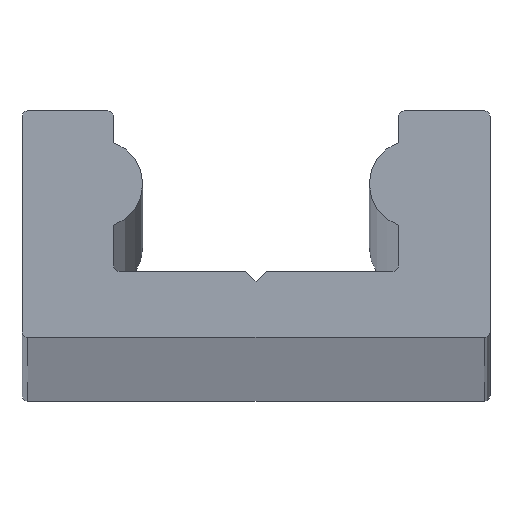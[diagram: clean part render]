
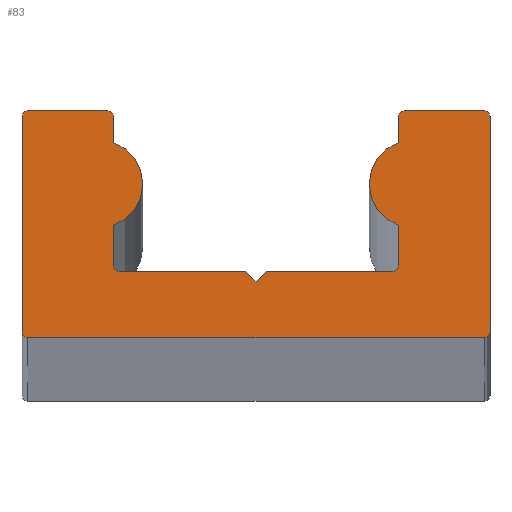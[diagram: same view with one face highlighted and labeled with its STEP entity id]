
A CAD part, top view. The second image highlights one B-rep face of the part: STEP entity #83.
In plain terms, the highlighted planar face has unit normal (0, 0, 1).
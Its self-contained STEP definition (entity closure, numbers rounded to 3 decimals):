
#83=ADVANCED_FACE('',(#119),#120,.T.);
#119=FACE_OUTER_BOUND('',#173,.T.);
#120=PLANE('',#174);
#173=EDGE_LOOP('',(#288,#289,#290,#291,#292,#293,#294,#295,#296,#297,#298,#299,#300,#301,#302,#303,#304,#305,#306,#307,#308,#309,#310,#311,#312));
#174=AXIS2_PLACEMENT_3D('',#313,#314,#315);
#288=ORIENTED_EDGE('',*,*,#450,.T.);
#289=ORIENTED_EDGE('',*,*,#462,.F.);
#290=ORIENTED_EDGE('',*,*,#484,.F.);
#291=ORIENTED_EDGE('',*,*,#485,.F.);
#292=ORIENTED_EDGE('',*,*,#486,.T.);
#293=ORIENTED_EDGE('',*,*,#445,.T.);
#294=ORIENTED_EDGE('',*,*,#487,.F.);
#295=ORIENTED_EDGE('',*,*,#488,.F.);
#296=ORIENTED_EDGE('',*,*,#489,.F.);
#297=ORIENTED_EDGE('',*,*,#490,.F.);
#298=ORIENTED_EDGE('',*,*,#491,.F.);
#299=ORIENTED_EDGE('',*,*,#492,.F.);
#300=ORIENTED_EDGE('',*,*,#493,.F.);
#301=ORIENTED_EDGE('',*,*,#494,.F.);
#302=ORIENTED_EDGE('',*,*,#495,.F.);
#303=ORIENTED_EDGE('',*,*,#496,.F.);
#304=ORIENTED_EDGE('',*,*,#497,.F.);
#305=ORIENTED_EDGE('',*,*,#498,.F.);
#306=ORIENTED_EDGE('',*,*,#499,.F.);
#307=ORIENTED_EDGE('',*,*,#447,.T.);
#308=ORIENTED_EDGE('',*,*,#483,.T.);
#309=ORIENTED_EDGE('',*,*,#500,.F.);
#310=ORIENTED_EDGE('',*,*,#501,.F.);
#311=ORIENTED_EDGE('',*,*,#457,.F.);
#312=ORIENTED_EDGE('',*,*,#454,.T.);
#313=CARTESIAN_POINT('',(0.,6.311,2500.0));
#314=DIRECTION('',(0.0,0.0,1.0));
#315=DIRECTION('',(1.0,0.0,0.0));
#445=EDGE_CURVE('',#518,#522,#524,.T.);
#447=EDGE_CURVE('',#528,#525,#529,.T.);
#450=EDGE_CURVE('',#533,#534,#535,.T.);
#454=EDGE_CURVE('',#541,#533,#542,.T.);
#457=EDGE_CURVE('',#541,#546,#547,.T.);
#462=EDGE_CURVE('',#553,#534,#555,.T.);
#483=EDGE_CURVE('',#525,#591,#593,.T.);
#484=EDGE_CURVE('',#594,#553,#595,.T.);
#485=EDGE_CURVE('',#596,#594,#597,.T.);
#486=EDGE_CURVE('',#596,#518,#598,.T.);
#487=EDGE_CURVE('',#599,#522,#600,.T.);
#488=EDGE_CURVE('',#601,#599,#602,.T.);
#489=EDGE_CURVE('',#603,#601,#604,.T.);
#490=EDGE_CURVE('',#605,#603,#606,.T.);
#491=EDGE_CURVE('',#607,#605,#608,.T.);
#492=EDGE_CURVE('',#609,#607,#610,.T.);
#493=EDGE_CURVE('',#611,#609,#612,.T.);
#494=EDGE_CURVE('',#613,#611,#614,.T.);
#495=EDGE_CURVE('',#615,#613,#616,.T.);
#496=EDGE_CURVE('',#617,#615,#618,.T.);
#497=EDGE_CURVE('',#619,#617,#620,.T.);
#498=EDGE_CURVE('',#621,#619,#622,.T.);
#499=EDGE_CURVE('',#528,#621,#623,.T.);
#500=EDGE_CURVE('',#624,#591,#625,.T.);
#501=EDGE_CURVE('',#546,#624,#626,.T.);
#518=VERTEX_POINT('',#643);
#522=VERTEX_POINT('',#648);
#524=CIRCLE('',#651,3.0);
#525=VERTEX_POINT('',#652);
#528=VERTEX_POINT('',#656);
#529=CIRCLE('',#657,3.0);
#533=VERTEX_POINT('',#662);
#534=VERTEX_POINT('',#663);
#535=LINE('',#664,#665);
#541=VERTEX_POINT('',#674);
#542=LINE('',#675,#676);
#546=VERTEX_POINT('',#682);
#547=LINE('',#683,#684);
#553=VERTEX_POINT('',#693);
#555=LINE('',#696,#697);
#591=VERTEX_POINT('',#742);
#593=CIRCLE('',#745,3.0);
#594=VERTEX_POINT('',#746);
#595=CIRCLE('',#747,0.388);
#596=VERTEX_POINT('',#748);
#597=LINE('',#749,#750);
#598=CIRCLE('',#751,3.0);
#599=VERTEX_POINT('',#752);
#600=LINE('',#753,#754);
#601=VERTEX_POINT('',#755);
#602=CIRCLE('',#756,0.388);
#603=VERTEX_POINT('',#757);
#604=LINE('',#758,#759);
#605=VERTEX_POINT('',#760);
#606=CIRCLE('',#761,0.388);
#607=VERTEX_POINT('',#762);
#608=LINE('',#763,#764);
#609=VERTEX_POINT('',#765);
#610=CIRCLE('',#766,0.388);
#611=VERTEX_POINT('',#767);
#612=LINE('',#768,#769);
#613=VERTEX_POINT('',#770);
#614=CIRCLE('',#771,0.388);
#615=VERTEX_POINT('',#772);
#616=LINE('',#773,#774);
#617=VERTEX_POINT('',#775);
#618=CIRCLE('',#776,0.388);
#619=VERTEX_POINT('',#777);
#620=LINE('',#778,#779);
#621=VERTEX_POINT('',#780);
#622=CIRCLE('',#781,0.388);
#623=LINE('',#782,#783);
#624=VERTEX_POINT('',#784);
#625=LINE('',#785,#786);
#626=CIRCLE('',#787,0.388);
#643=CARTESIAN_POINT('',(-7.75,10.5,2500.0));
#648=CARTESIAN_POINT('',(-9.75,13.328,2500.0));
#651=AXIS2_PLACEMENT_3D('',#823,#824,#825);
#652=CARTESIAN_POINT('',(7.75,10.5,2500.0));
#656=CARTESIAN_POINT('',(9.75,13.328,2500.0));
#657=AXIS2_PLACEMENT_3D('',#827,#828,#829);
#662=CARTESIAN_POINT('',(0.0,3.793,2500.0));
#663=CARTESIAN_POINT('',(-0.707,4.5,2500.0));
#664=CARTESIAN_POINT('',(-0.806,4.599,2500.0));
#665=VECTOR('',#834,1.0);
#674=CARTESIAN_POINT('',(0.707,4.5,2500.0));
#675=CARTESIAN_POINT('',(0.806,4.599,2500.0));
#676=VECTOR('',#838,1.0);
#682=CARTESIAN_POINT('',(9.363,4.5,2500.0));
#683=CARTESIAN_POINT('',(-9.363,4.5,2500.0));
#684=VECTOR('',#841,1.0);
#693=CARTESIAN_POINT('',(-9.363,4.5,2500.0));
#696=CARTESIAN_POINT('',(-9.363,4.5,2500.0));
#697=VECTOR('',#846,1.0);
#742=CARTESIAN_POINT('',(9.75,7.672,2500.0));
#745=AXIS2_PLACEMENT_3D('',#887,#888,#889);
#746=CARTESIAN_POINT('',(-9.75,4.888,2500.0));
#747=AXIS2_PLACEMENT_3D('',#890,#891,#892);
#748=CARTESIAN_POINT('',(-9.75,7.672,2500.0));
#749=CARTESIAN_POINT('',(-9.75,15.113,2500.0));
#750=VECTOR('',#893,1.0);
#751=AXIS2_PLACEMENT_3D('',#894,#895,#896);
#752=CARTESIAN_POINT('',(-9.75,15.113,2500.0));
#753=CARTESIAN_POINT('',(-9.75,15.113,2500.0));
#754=VECTOR('',#897,1.0);
#755=CARTESIAN_POINT('',(-10.138,15.5,2500.0));
#756=AXIS2_PLACEMENT_3D('',#898,#899,#900);
#757=CARTESIAN_POINT('',(-15.613,15.5,2500.0));
#758=CARTESIAN_POINT('',(-15.613,15.5,2500.0));
#759=VECTOR('',#901,1.0);
#760=CARTESIAN_POINT('',(-16.0,15.113,2500.0));
#761=AXIS2_PLACEMENT_3D('',#902,#903,#904);
#762=CARTESIAN_POINT('',(-16.0,0.388,2500.0));
#763=CARTESIAN_POINT('',(-16.0,0.388,2500.0));
#764=VECTOR('',#905,1.0);
#765=CARTESIAN_POINT('',(-15.613,0.,2500.0));
#766=AXIS2_PLACEMENT_3D('',#906,#907,#908);
#767=CARTESIAN_POINT('',(15.613,0.,2500.0));
#768=CARTESIAN_POINT('',(-15.613,0.,2500.0));
#769=VECTOR('',#909,1.0);
#770=CARTESIAN_POINT('',(16.0,0.388,2500.0));
#771=AXIS2_PLACEMENT_3D('',#910,#911,#912);
#772=CARTESIAN_POINT('',(16.0,15.113,2500.0));
#773=CARTESIAN_POINT('',(16.0,0.388,2500.0));
#774=VECTOR('',#913,1.0);
#775=CARTESIAN_POINT('',(15.613,15.5,2500.0));
#776=AXIS2_PLACEMENT_3D('',#914,#915,#916);
#777=CARTESIAN_POINT('',(10.138,15.5,2500.0));
#778=CARTESIAN_POINT('',(15.613,15.5,2500.0));
#779=VECTOR('',#917,1.0);
#780=CARTESIAN_POINT('',(9.75,15.113,2500.0));
#781=AXIS2_PLACEMENT_3D('',#918,#919,#920);
#782=CARTESIAN_POINT('',(9.75,15.113,2500.0));
#783=VECTOR('',#921,1.0);
#784=CARTESIAN_POINT('',(9.75,4.888,2500.0));
#785=CARTESIAN_POINT('',(9.75,15.113,2500.0));
#786=VECTOR('',#922,1.0);
#787=AXIS2_PLACEMENT_3D('',#923,#924,#925);
#823=CARTESIAN_POINT('',(-10.75,10.5,2500.0));
#824=DIRECTION('',(0.0,0.0,1.0));
#825=DIRECTION('',(1.0,0.0,0.0));
#827=CARTESIAN_POINT('',(10.75,10.5,2500.0));
#828=DIRECTION('',(0.0,0.0,1.0));
#829=DIRECTION('',(1.0,0.0,0.0));
#834=DIRECTION('',(-0.707,0.707,0.0));
#838=DIRECTION('',(-0.707,-0.707,0.0));
#841=DIRECTION('',(1.0,0.0,0.0));
#846=DIRECTION('',(1.0,0.0,0.0));
#887=CARTESIAN_POINT('',(10.75,10.5,2500.0));
#888=DIRECTION('',(0.0,0.0,1.0));
#889=DIRECTION('',(1.0,0.0,0.0));
#890=CARTESIAN_POINT('',(-9.363,4.888,2500.0));
#891=DIRECTION('',(0.0,0.0,1.0));
#892=DIRECTION('',(1.0,0.0,0.0));
#893=DIRECTION('',(0.,-1.0,0.0));
#894=CARTESIAN_POINT('',(-10.75,10.5,2500.0));
#895=DIRECTION('',(0.0,0.0,1.0));
#896=DIRECTION('',(1.0,0.0,0.0));
#897=DIRECTION('',(0.,-1.0,0.0));
#898=CARTESIAN_POINT('',(-10.138,15.113,2500.0));
#899=DIRECTION('',(0.0,0.0,-1.0));
#900=DIRECTION('',(1.0,0.0,0.0));
#901=DIRECTION('',(1.0,0.0,0.0));
#902=CARTESIAN_POINT('',(-15.613,15.113,2500.0));
#903=DIRECTION('',(0.0,0.0,-1.0));
#904=DIRECTION('',(1.0,0.0,0.0));
#905=DIRECTION('',(0.0,1.0,0.0));
#906=CARTESIAN_POINT('',(-15.613,0.388,2500.0));
#907=DIRECTION('',(0.0,0.0,-1.0));
#908=DIRECTION('',(1.0,0.0,0.0));
#909=DIRECTION('',(-1.0,-0.0,-0.0));
#910=CARTESIAN_POINT('',(15.613,0.388,2500.0));
#911=DIRECTION('',(0.0,0.0,-1.0));
#912=DIRECTION('',(1.0,0.0,0.0));
#913=DIRECTION('',(-0.0,-1.0,-0.0));
#914=CARTESIAN_POINT('',(15.613,15.113,2500.0));
#915=DIRECTION('',(0.0,0.0,-1.0));
#916=DIRECTION('',(1.0,0.0,0.0));
#917=DIRECTION('',(1.0,0.,0.0));
#918=CARTESIAN_POINT('',(10.138,15.113,2500.0));
#919=DIRECTION('',(0.0,0.0,-1.0));
#920=DIRECTION('',(1.0,0.0,0.0));
#921=DIRECTION('',(0.0,1.0,0.0));
#922=DIRECTION('',(0.0,1.0,0.0));
#923=CARTESIAN_POINT('',(9.363,4.888,2500.0));
#924=DIRECTION('',(0.0,0.0,1.0));
#925=DIRECTION('',(1.0,0.0,0.0));
